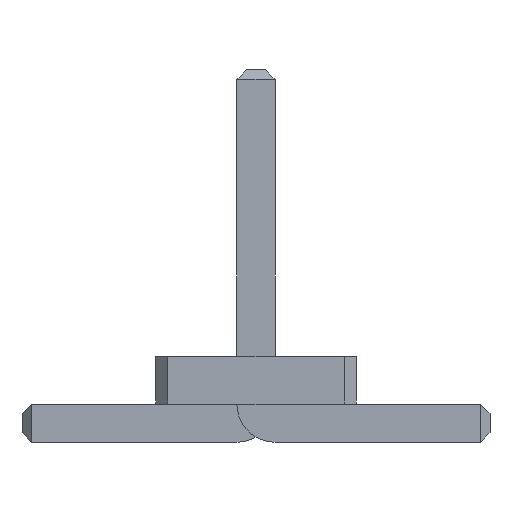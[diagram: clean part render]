
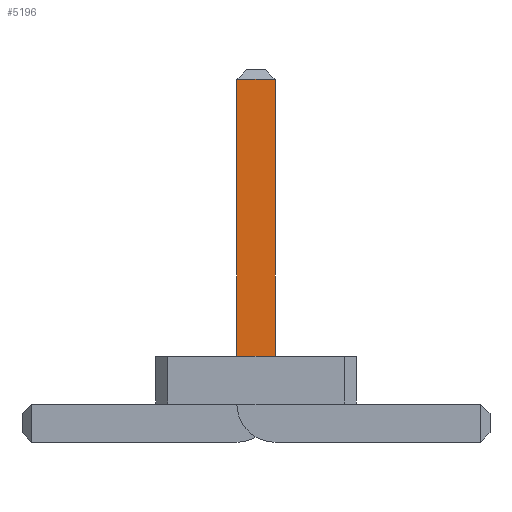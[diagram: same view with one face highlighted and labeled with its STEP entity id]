
A CAD part, front view. The second image highlights one B-rep face of the part: STEP entity #5196.
In plain terms, the highlighted planar face has unit normal (0, -1, 0).
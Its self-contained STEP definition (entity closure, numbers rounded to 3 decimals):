
#1992 = VERTEX_POINT('',#1993);
#1993 = CARTESIAN_POINT('',(-0.2,-7.82,0.9));
#2001 = EDGE_CURVE('',#2002,#1992,#2004,.T.);
#2002 = VERTEX_POINT('',#2003);
#2003 = CARTESIAN_POINT('',(0.2,-7.82,0.9));
#2004 = LINE('',#2005,#2006);
#2005 = CARTESIAN_POINT('',(-0.562,-7.82,0.9));
#2006 = VECTOR('',#2007,1.);
#2007 = DIRECTION('',(-1.,-0.,-0.));
#5130 = EDGE_CURVE('',#1992,#5131,#5133,.T.);
#5131 = VERTEX_POINT('',#5132);
#5132 = CARTESIAN_POINT('',(-0.2,-7.82,3.8));
#5133 = LINE('',#5134,#5135);
#5134 = CARTESIAN_POINT('',(-0.2,-7.82,0.));
#5135 = VECTOR('',#5136,1.);
#5136 = DIRECTION('',(0.,0.,1.));
#5178 = VERTEX_POINT('',#5179);
#5179 = CARTESIAN_POINT('',(0.2,-7.82,3.8));
#5185 = EDGE_CURVE('',#5178,#2002,#5186,.T.);
#5186 = LINE('',#5187,#5188);
#5187 = CARTESIAN_POINT('',(0.2,-7.82,3.9));
#5188 = VECTOR('',#5189,1.);
#5189 = DIRECTION('',(0.,0.,-1.));
#5196 = ADVANCED_FACE('',(#5197),#5208,.T.);
#5197 = FACE_BOUND('',#5198,.T.);
#5198 = EDGE_LOOP('',(#5199,#5200,#5201,#5202));
#5199 = ORIENTED_EDGE('',*,*,#5130,.F.);
#5200 = ORIENTED_EDGE('',*,*,#2001,.F.);
#5201 = ORIENTED_EDGE('',*,*,#5185,.F.);
#5202 = ORIENTED_EDGE('',*,*,#5203,.F.);
#5203 = EDGE_CURVE('',#5131,#5178,#5204,.T.);
#5204 = LINE('',#5205,#5206);
#5205 = CARTESIAN_POINT('',(-0.2,-7.82,3.8));
#5206 = VECTOR('',#5207,1.);
#5207 = DIRECTION('',(1.,0.,0.));
#5208 = PLANE('',#5209);
#5209 = AXIS2_PLACEMENT_3D('',#5210,#5211,#5212);
#5210 = CARTESIAN_POINT('',(-0.2,-7.82,3.9));
#5211 = DIRECTION('',(0.,-1.,0.));
#5212 = DIRECTION('',(0.,0.,-1.));
